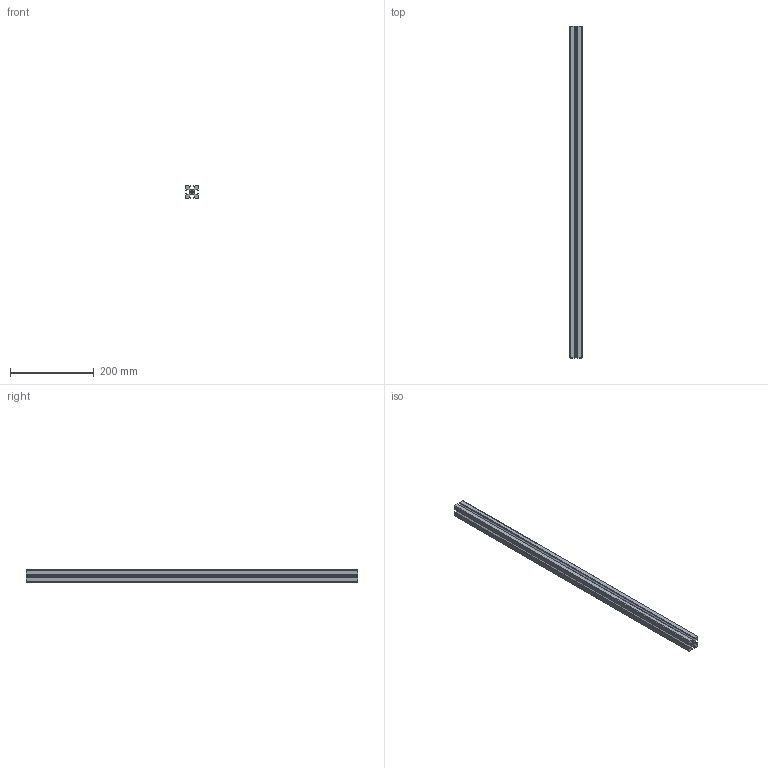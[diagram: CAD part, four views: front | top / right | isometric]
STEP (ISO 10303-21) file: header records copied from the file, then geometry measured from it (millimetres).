
FILE_DESCRIPTION (( 'STEP AP203' ), '1' );
FILE_NAME ('3cmX3cmX79.5cm Extrusion2_Default_sldprt.STEP', '2023-10-19T05:33:36', ( '' ), ( '' ), 'SwSTEP 2.0', 'SolidWorks 2023', '' );
FILE_SCHEMA (( 'CONFIG_CONTROL_DESIGN' ));
Length unit declared in the file: millimetre
Products named in the file (1): 3cmX3cmX79.5cm Extrusion2_Default_sldprt
Bounding box: 30 x 795 x 30 mm (x, y, z)
Volume: 414507.3 mm3; surface area: 181795.6 mm2
Topology: 1 solids, 1 shells, 96 faces, 282 edges, 188 vertices
Faces by surface type: plane 58, cylinder 38
Entity records: 3283 total; most frequent: CARTESIAN_POINT 567, ORIENTED_EDGE 564, DIRECTION 552, EDGE_CURVE 282, VECTOR 206, LINE 206, VERTEX_POINT 188, AXIS2_PLACEMENT_3D 173
